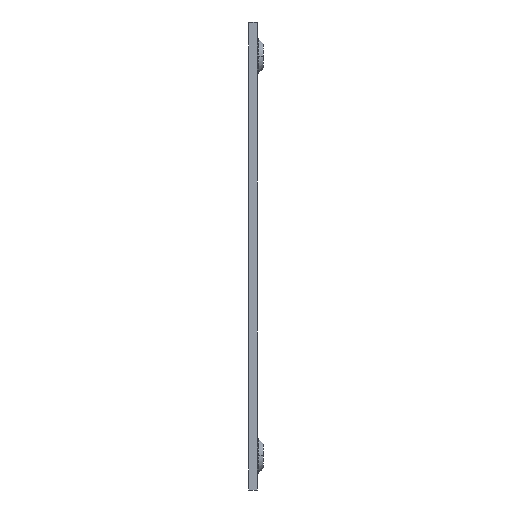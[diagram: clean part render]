
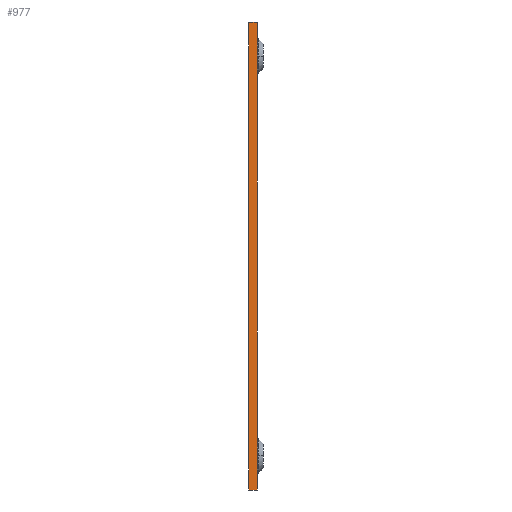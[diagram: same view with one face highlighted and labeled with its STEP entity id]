
A CAD part, left-side view. The second image highlights one B-rep face of the part: STEP entity #977.
In plain terms, the highlighted planar face has unit normal (-1, 0, 0).
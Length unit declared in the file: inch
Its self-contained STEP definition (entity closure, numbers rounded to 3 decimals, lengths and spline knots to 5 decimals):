
#759 = VERTEX_POINT ( 'NONE', #2142 ) ;
#766 = VERTEX_POINT ( 'NONE', #2216 ) ;
#768 = EDGE_CURVE ( 'NONE', #766, #759, #2215, .T. ) ;
#929 = EDGE_CURVE ( 'NONE', #930, #934, #2461, .T. ) ;
#930 = VERTEX_POINT ( 'NONE', #2453 ) ;
#934 = VERTEX_POINT ( 'NONE', #2448 ) ;
#977 = ADVANCED_FACE ( 'NONE', ( #2522 ), #2521, .T. ) ;
#978 = EDGE_LOOP ( 'NONE', ( #979, #981, #982, #984 ) ) ;
#979 = ORIENTED_EDGE ( 'NONE', *, *, #980, .F. ) ;
#980 = EDGE_CURVE ( 'NONE', #759, #934, #2516, .T. ) ;
#981 = ORIENTED_EDGE ( 'NONE', *, *, #768, .F. ) ;
#982 = ORIENTED_EDGE ( 'NONE', *, *, #983, .T. ) ;
#983 = EDGE_CURVE ( 'NONE', #766, #930, #2512, .T. ) ;
#984 = ORIENTED_EDGE ( 'NONE', *, *, #929, .T. ) ;
#2142 = CARTESIAN_POINT ( 'NONE',  ( -1.34, 0.06, 1.615 ) ) ;
#2212 = DIRECTION ( 'NONE',  ( 0., 0., 1. ) ) ;
#2213 = VECTOR ( 'NONE', #2212, 39.37008 ) ;
#2214 = CARTESIAN_POINT ( 'NONE',  ( -1.34, 0.06, -1.615 ) ) ;
#2215 = LINE ( 'NONE', #2214, #2213 ) ;
#2216 = CARTESIAN_POINT ( 'NONE',  ( -1.34, 0.06, -1.615 ) ) ;
#2448 = CARTESIAN_POINT ( 'NONE',  ( -1.34, 0., 1.615 ) ) ;
#2453 = CARTESIAN_POINT ( 'NONE',  ( -1.34, 0., -1.615 ) ) ;
#2454 = DIRECTION ( 'NONE',  ( 0., 0., 1. ) ) ;
#2455 = VECTOR ( 'NONE', #2454, 39.37008 ) ;
#2456 = CARTESIAN_POINT ( 'NONE',  ( -1.34, 0., -1.615 ) ) ;
#2461 = LINE ( 'NONE', #2456, #2455 ) ;
#2509 = DIRECTION ( 'NONE',  ( 0., -1., 0. ) ) ;
#2510 = VECTOR ( 'NONE', #2509, 39.37008 ) ;
#2511 = CARTESIAN_POINT ( 'NONE',  ( -1.34, 0.06, -1.615 ) ) ;
#2512 = LINE ( 'NONE', #2511, #2510 ) ;
#2513 = DIRECTION ( 'NONE',  ( 0., -1., 0. ) ) ;
#2514 = VECTOR ( 'NONE', #2513, 39.37008 ) ;
#2515 = CARTESIAN_POINT ( 'NONE',  ( -1.34, 0.06, 1.615 ) ) ;
#2516 = LINE ( 'NONE', #2515, #2514 ) ;
#2517 = DIRECTION ( 'NONE',  ( 0., 0., 1. ) ) ;
#2518 = DIRECTION ( 'NONE',  ( -1., 0., 0. ) ) ;
#2519 = CARTESIAN_POINT ( 'NONE',  ( -1.34, 0.06, -1.615 ) ) ;
#2520 = AXIS2_PLACEMENT_3D ( 'NONE', #2519, #2518, #2517 ) ;
#2521 = PLANE ( 'NONE',  #2520 ) ;
#2522 = FACE_OUTER_BOUND ( 'NONE', #978, .T. ) ;
